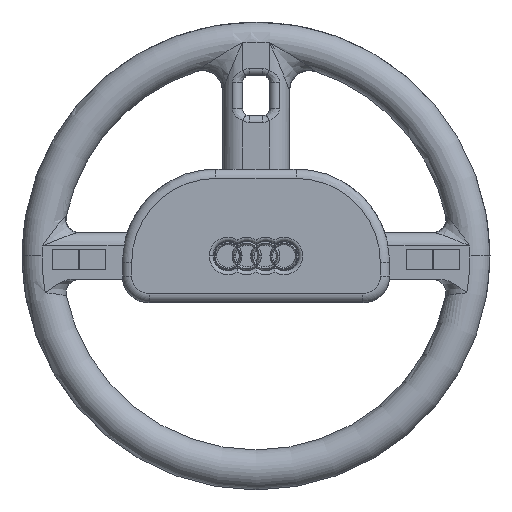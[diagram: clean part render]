
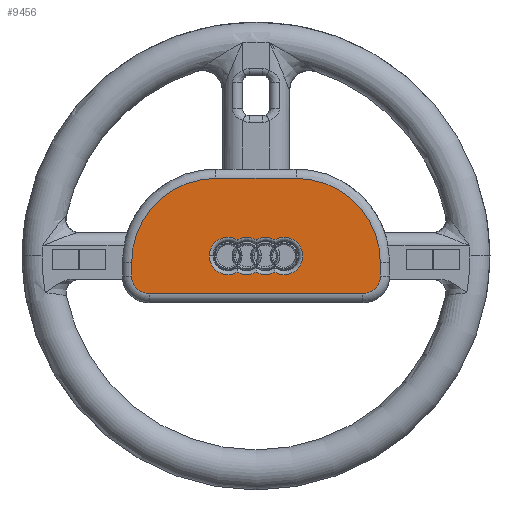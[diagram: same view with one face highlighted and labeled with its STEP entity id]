
A CAD part, top view. The second image highlights one B-rep face of the part: STEP entity #9456.
In plain terms, the highlighted planar face has unit normal (0, 0, 1).
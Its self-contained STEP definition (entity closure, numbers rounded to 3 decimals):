
#55 = ORIENTED_EDGE ( 'NONE', *, *, #12965, .T. ) ;
#142 = ORIENTED_EDGE ( 'NONE', *, *, #1316, .T. ) ;
#169 = DIRECTION ( 'NONE',  ( 0., 0., -1. ) ) ;
#325 = DIRECTION ( 'NONE',  ( 0., 0., -1. ) ) ;
#508 = DIRECTION ( 'NONE',  ( -1., 0., 0. ) ) ;
#648 = DIRECTION ( 'NONE',  ( 0., 0., 1. ) ) ;
#662 = VERTEX_POINT ( 'NONE', #8050 ) ;
#681 = EDGE_LOOP ( 'NONE', ( #2317, #7327, #12022, #18373, #16788, #5254, #7576, #55 ) ) ;
#701 = VECTOR ( 'NONE', #15815, 1000. ) ;
#777 = CARTESIAN_POINT ( 'NONE',  ( -93., -15., 20. ) ) ;
#1063 = CIRCLE ( 'NONE', #3159, 13. ) ;
#1236 = DIRECTION ( 'NONE',  ( -1., 0., 0. ) ) ;
#1316 = EDGE_CURVE ( 'NONE', #662, #7667, #18170, .T. ) ;
#1362 = AXIS2_PLACEMENT_3D ( 'NONE', #9588, #3829, #7920 ) ;
#1435 = AXIS2_PLACEMENT_3D ( 'NONE', #8832, #15598, #1496 ) ;
#1496 = DIRECTION ( 'NONE',  ( -1., 0., 0. ) ) ;
#1764 = DIRECTION ( 'NONE',  ( 0., 0., -1. ) ) ;
#1791 = CARTESIAN_POINT ( 'NONE',  ( -7., 0., 20. ) ) ;
#1800 = ORIENTED_EDGE ( 'NONE', *, *, #16159, .T. ) ;
#2148 = CIRCLE ( 'NONE', #8678, 14. ) ;
#2160 = EDGE_CURVE ( 'NONE', #15291, #14610, #4606, .T. ) ;
#2223 = DIRECTION ( 'NONE',  ( -1., 0., 0. ) ) ;
#2270 = LINE ( 'NONE', #6359, #16732 ) ;
#2317 = ORIENTED_EDGE ( 'NONE', *, *, #5082, .T. ) ;
#2631 = VERTEX_POINT ( 'NONE', #7548 ) ;
#3031 = AXIS2_PLACEMENT_3D ( 'NONE', #7857, #16656, #16739 ) ;
#3094 = CARTESIAN_POINT ( 'NONE',  ( 0., -12.124, 20. ) ) ;
#3159 = AXIS2_PLACEMENT_3D ( 'NONE', #11032, #648, #15192 ) ;
#3166 = CARTESIAN_POINT ( 'NONE',  ( -7., 0., 20. ) ) ;
#3171 = FACE_OUTER_BOUND ( 'NONE', #681, .T. ) ;
#3624 = DIRECTION ( 'NONE',  ( 0., 0., 1. ) ) ;
#3669 = CARTESIAN_POINT ( 'NONE',  ( 14., 12.124, 20. ) ) ;
#3829 = DIRECTION ( 'NONE',  ( 0., 0., -1. ) ) ;
#3941 = DIRECTION ( 'NONE',  ( 0., 0., -1. ) ) ;
#4148 = CARTESIAN_POINT ( 'NONE',  ( 93., -5., 20. ) ) ;
#4412 = EDGE_CURVE ( 'NONE', #14680, #9592, #9383, .T. ) ;
#4489 = EDGE_CURVE ( 'NONE', #14610, #7452, #15273, .T. ) ;
#4520 = CARTESIAN_POINT ( 'NONE',  ( -30., 58., 20. ) ) ;
#4606 = LINE ( 'NONE', #4520, #701 ) ;
#4648 = DIRECTION ( 'NONE',  ( 0., -1., 0. ) ) ;
#4913 = EDGE_CURVE ( 'NONE', #15510, #11064, #1063, .T. ) ;
#4915 = CIRCLE ( 'NONE', #11430, 13. ) ;
#5062 = VERTEX_POINT ( 'NONE', #4148 ) ;
#5082 = EDGE_CURVE ( 'NONE', #5062, #15291, #7305, .T. ) ;
#5254 = ORIENTED_EDGE ( 'NONE', *, *, #9005, .T. ) ;
#5775 = DIRECTION ( 'NONE',  ( -1., 0., 0. ) ) ;
#5849 = EDGE_CURVE ( 'NONE', #9592, #662, #2148, .T. ) ;
#5884 = DIRECTION ( 'NONE',  ( 0., 0., -1. ) ) ;
#6359 = CARTESIAN_POINT ( 'NONE',  ( 93., -5., 20. ) ) ;
#6389 = VERTEX_POINT ( 'NONE', #13291 ) ;
#6713 = EDGE_CURVE ( 'NONE', #7452, #15510, #10221, .T. ) ;
#6731 = DIRECTION ( 'NONE',  ( -1., 0., 0. ) ) ;
#7305 = CIRCLE ( 'NONE', #16781, 63. ) ;
#7327 = ORIENTED_EDGE ( 'NONE', *, *, #2160, .T. ) ;
#7362 = DIRECTION ( 'NONE',  ( 1., 0., 0. ) ) ;
#7452 = VERTEX_POINT ( 'NONE', #12863 ) ;
#7548 = CARTESIAN_POINT ( 'NONE',  ( 14., -12.124, 20. ) ) ;
#7576 = ORIENTED_EDGE ( 'NONE', *, *, #13436, .T. ) ;
#7663 = EDGE_LOOP ( 'NONE', ( #14550, #1800, #10731, #12949, #142, #17754, #18249 ) ) ;
#7667 = VERTEX_POINT ( 'NONE', #8397 ) ;
#7798 = CARTESIAN_POINT ( 'NONE',  ( 80., -15., 20. ) ) ;
#7857 = CARTESIAN_POINT ( 'NONE',  ( 7., 0., 20. ) ) ;
#7920 = DIRECTION ( 'NONE',  ( -1., 0., 0. ) ) ;
#8050 = CARTESIAN_POINT ( 'NONE',  ( -14., 12.124, 20. ) ) ;
#8397 = CARTESIAN_POINT ( 'NONE',  ( 0., 12.124, 20. ) ) ;
#8570 = EDGE_CURVE ( 'NONE', #12886, #2631, #15418, .T. ) ;
#8630 = CIRCLE ( 'NONE', #13077, 14. ) ;
#8678 = AXIS2_PLACEMENT_3D ( 'NONE', #8908, #169, #14561 ) ;
#8821 = CARTESIAN_POINT ( 'NONE',  ( -93., -15., 20. ) ) ;
#8832 = CARTESIAN_POINT ( 'NONE',  ( -30., -5., 20. ) ) ;
#8908 = CARTESIAN_POINT ( 'NONE',  ( -21., 0., 20. ) ) ;
#9005 = EDGE_CURVE ( 'NONE', #11064, #6389, #10073, .T. ) ;
#9066 = VERTEX_POINT ( 'NONE', #3094 ) ;
#9334 = DIRECTION ( 'NONE',  ( 0., 1., 0. ) ) ;
#9383 = CIRCLE ( 'NONE', #1362, 14. ) ;
#9456 = ADVANCED_FACE ( 'NONE', ( #10145, #3171 ), #11355, .F. ) ;
#9551 = CIRCLE ( 'NONE', #11616, 14. ) ;
#9588 = CARTESIAN_POINT ( 'NONE',  ( -21., 0., 20. ) ) ;
#9592 = VERTEX_POINT ( 'NONE', #15954 ) ;
#9868 = CIRCLE ( 'NONE', #3031, 14. ) ;
#10073 = LINE ( 'NONE', #17013, #13658 ) ;
#10100 = AXIS2_PLACEMENT_3D ( 'NONE', #17398, #325, #508 ) ;
#10145 = FACE_BOUND ( 'NONE', #7663, .T. ) ;
#10221 = LINE ( 'NONE', #8821, #13337 ) ;
#10654 = CARTESIAN_POINT ( 'NONE',  ( 93., -15., 20. ) ) ;
#10731 = ORIENTED_EDGE ( 'NONE', *, *, #4412, .T. ) ;
#10805 = CARTESIAN_POINT ( 'NONE',  ( -30., -5., 20. ) ) ;
#10831 = CARTESIAN_POINT ( 'NONE',  ( 30., -5., 20. ) ) ;
#11032 = CARTESIAN_POINT ( 'NONE',  ( -80., -15., 20. ) ) ;
#11064 = VERTEX_POINT ( 'NONE', #11610 ) ;
#11355 = PLANE ( 'NONE',  #1435 ) ;
#11430 = AXIS2_PLACEMENT_3D ( 'NONE', #7798, #3624, #2223 ) ;
#11610 = CARTESIAN_POINT ( 'NONE',  ( -80., -28., 20. ) ) ;
#11616 = AXIS2_PLACEMENT_3D ( 'NONE', #3166, #1764, #5775 ) ;
#12012 = DIRECTION ( 'NONE',  ( 0., 0., 1. ) ) ;
#12022 = ORIENTED_EDGE ( 'NONE', *, *, #4489, .T. ) ;
#12129 = DIRECTION ( 'NONE',  ( 0., 0., 1. ) ) ;
#12863 = CARTESIAN_POINT ( 'NONE',  ( -93., -5., 20. ) ) ;
#12886 = VERTEX_POINT ( 'NONE', #3669 ) ;
#12949 = ORIENTED_EDGE ( 'NONE', *, *, #5849, .T. ) ;
#12965 = EDGE_CURVE ( 'NONE', #18227, #5062, #2270, .T. ) ;
#13077 = AXIS2_PLACEMENT_3D ( 'NONE', #15432, #3941, #1236 ) ;
#13230 = AXIS2_PLACEMENT_3D ( 'NONE', #10805, #12012, #16446 ) ;
#13291 = CARTESIAN_POINT ( 'NONE',  ( 80., -28., 20. ) ) ;
#13337 = VECTOR ( 'NONE', #4648, 1000. ) ;
#13436 = EDGE_CURVE ( 'NONE', #6389, #18227, #4915, .T. ) ;
#13658 = VECTOR ( 'NONE', #7362, 1000. ) ;
#14413 = DIRECTION ( 'NONE',  ( -1., 0., 0. ) ) ;
#14550 = ORIENTED_EDGE ( 'NONE', *, *, #17339, .T. ) ;
#14561 = DIRECTION ( 'NONE',  ( -1., 0., 0. ) ) ;
#14610 = VERTEX_POINT ( 'NONE', #15967 ) ;
#14680 = VERTEX_POINT ( 'NONE', #15042 ) ;
#15042 = CARTESIAN_POINT ( 'NONE',  ( -14., -12.124, 20. ) ) ;
#15192 = DIRECTION ( 'NONE',  ( -1., 0., 0. ) ) ;
#15273 = CIRCLE ( 'NONE', #13230, 63. ) ;
#15291 = VERTEX_POINT ( 'NONE', #16666 ) ;
#15418 = CIRCLE ( 'NONE', #10100, 14. ) ;
#15432 = CARTESIAN_POINT ( 'NONE',  ( 7., 0., 20. ) ) ;
#15510 = VERTEX_POINT ( 'NONE', #777 ) ;
#15598 = DIRECTION ( 'NONE',  ( 0., 0., -1. ) ) ;
#15603 = EDGE_CURVE ( 'NONE', #7667, #12886, #8630, .T. ) ;
#15815 = DIRECTION ( 'NONE',  ( -1., 0., 0. ) ) ;
#15954 = CARTESIAN_POINT ( 'NONE',  ( -35., 0., 20. ) ) ;
#15967 = CARTESIAN_POINT ( 'NONE',  ( -30., 58., 20. ) ) ;
#16159 = EDGE_CURVE ( 'NONE', #9066, #14680, #9551, .T. ) ;
#16446 = DIRECTION ( 'NONE',  ( -1., 0., 0. ) ) ;
#16656 = DIRECTION ( 'NONE',  ( 0., 0., -1. ) ) ;
#16666 = CARTESIAN_POINT ( 'NONE',  ( 30., 58., 20. ) ) ;
#16683 = AXIS2_PLACEMENT_3D ( 'NONE', #1791, #5884, #14413 ) ;
#16732 = VECTOR ( 'NONE', #9334, 1000. ) ;
#16739 = DIRECTION ( 'NONE',  ( -1., 0., 0. ) ) ;
#16781 = AXIS2_PLACEMENT_3D ( 'NONE', #10831, #12129, #6731 ) ;
#16788 = ORIENTED_EDGE ( 'NONE', *, *, #4913, .T. ) ;
#17013 = CARTESIAN_POINT ( 'NONE',  ( 80., -28., 20. ) ) ;
#17339 = EDGE_CURVE ( 'NONE', #2631, #9066, #9868, .T. ) ;
#17398 = CARTESIAN_POINT ( 'NONE',  ( 21., 0., 20. ) ) ;
#17754 = ORIENTED_EDGE ( 'NONE', *, *, #15603, .T. ) ;
#18170 = CIRCLE ( 'NONE', #16683, 14. ) ;
#18227 = VERTEX_POINT ( 'NONE', #10654 ) ;
#18249 = ORIENTED_EDGE ( 'NONE', *, *, #8570, .T. ) ;
#18373 = ORIENTED_EDGE ( 'NONE', *, *, #6713, .T. ) ;
